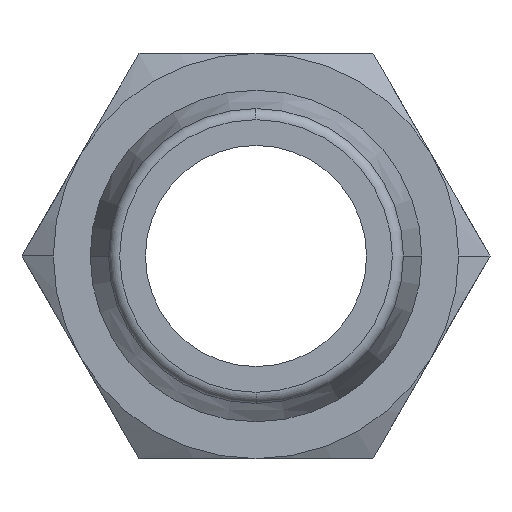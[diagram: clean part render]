
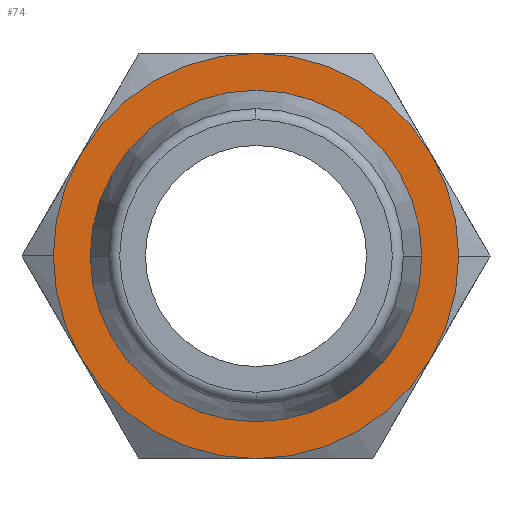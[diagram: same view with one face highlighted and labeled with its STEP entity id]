
A CAD part, front view. The second image highlights one B-rep face of the part: STEP entity #74.
In plain terms, the highlighted planar face has unit normal (0, -1, 0).
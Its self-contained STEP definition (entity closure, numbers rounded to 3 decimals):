
#74=ADVANCED_FACE('',(#182,#183),#184,.T.);
#182=FACE_OUTER_BOUND('',#325,.T.);
#183=FACE_BOUND('',#326,.T.);
#184=PLANE('',#327);
#325=EDGE_LOOP('',(#477,#478,#479,#480,#481,#482,#483,#484));
#326=EDGE_LOOP('',(#485,#486));
#327=AXIS2_PLACEMENT_3D('',#487,#488,#489);
#477=ORIENTED_EDGE('',*,*,#833,.T.);
#478=ORIENTED_EDGE('',*,*,#834,.T.);
#479=ORIENTED_EDGE('',*,*,#835,.T.);
#480=ORIENTED_EDGE('',*,*,#830,.T.);
#481=ORIENTED_EDGE('',*,*,#836,.T.);
#482=ORIENTED_EDGE('',*,*,#837,.T.);
#483=ORIENTED_EDGE('',*,*,#838,.T.);
#484=ORIENTED_EDGE('',*,*,#839,.T.);
#485=ORIENTED_EDGE('',*,*,#828,.F.);
#486=ORIENTED_EDGE('',*,*,#840,.F.);
#487=CARTESIAN_POINT('',(-2.75,14.0,0.0));
#488=DIRECTION('',(0.,-1.0,0.0));
#489=DIRECTION('',(-1.0,0.,0.0));
#828=EDGE_CURVE('',#974,#970,#976,.T.);
#830=EDGE_CURVE('',#978,#958,#979,.T.);
#833=EDGE_CURVE('',#982,#983,#984,.T.);
#834=EDGE_CURVE('',#983,#985,#986,.T.);
#835=EDGE_CURVE('',#985,#978,#987,.T.);
#836=EDGE_CURVE('',#958,#988,#989,.T.);
#837=EDGE_CURVE('',#988,#990,#991,.T.);
#838=EDGE_CURVE('',#990,#992,#993,.T.);
#839=EDGE_CURVE('',#992,#982,#994,.T.);
#840=EDGE_CURVE('',#970,#974,#995,.T.);
#958=VERTEX_POINT('',#1152);
#970=VERTEX_POINT('',#1189);
#974=VERTEX_POINT('',#1194);
#976=CIRCLE('',#1197,4.5);
#978=VERTEX_POINT('',#1199);
#979=CIRCLE('',#1200,5.5);
#982=VERTEX_POINT('',#1214);
#983=VERTEX_POINT('',#1215);
#984=CIRCLE('',#1216,5.5);
#985=VERTEX_POINT('',#1217);
#986=CIRCLE('',#1218,5.5);
#987=CIRCLE('',#1219,5.5);
#988=VERTEX_POINT('',#1220);
#989=CIRCLE('',#1221,5.5);
#990=VERTEX_POINT('',#1222);
#991=CIRCLE('',#1223,5.5);
#992=VERTEX_POINT('',#1224);
#993=CIRCLE('',#1225,5.5);
#994=CIRCLE('',#1226,5.5);
#995=CIRCLE('',#1227,4.5);
#1152=CARTESIAN_POINT('',(4.763,14.0,-2.75));
#1189=CARTESIAN_POINT('',(4.5,14.0,0.));
#1194=CARTESIAN_POINT('',(-4.5,14.0,0.));
#1197=AXIS2_PLACEMENT_3D('',#1523,#1524,#1525);
#1199=CARTESIAN_POINT('',(0.,14.0,-5.5));
#1200=AXIS2_PLACEMENT_3D('',#1526,#1527,#1528);
#1214=CARTESIAN_POINT('',(-4.763,14.0,2.75));
#1215=CARTESIAN_POINT('',(-5.5,14.0,0.));
#1216=AXIS2_PLACEMENT_3D('',#1529,#1530,#1531);
#1217=CARTESIAN_POINT('',(-4.763,14.0,-2.75));
#1218=AXIS2_PLACEMENT_3D('',#1532,#1533,#1534);
#1219=AXIS2_PLACEMENT_3D('',#1535,#1536,#1537);
#1220=CARTESIAN_POINT('',(5.5,14.0,0.));
#1221=AXIS2_PLACEMENT_3D('',#1538,#1539,#1540);
#1222=CARTESIAN_POINT('',(4.763,14.0,2.75));
#1223=AXIS2_PLACEMENT_3D('',#1541,#1542,#1543);
#1224=CARTESIAN_POINT('',(0.,14.0,5.5));
#1225=AXIS2_PLACEMENT_3D('',#1544,#1545,#1546);
#1226=AXIS2_PLACEMENT_3D('',#1547,#1548,#1549);
#1227=AXIS2_PLACEMENT_3D('',#1550,#1551,#1552);
#1523=CARTESIAN_POINT('',(0.0,14.0,0.0));
#1524=DIRECTION('',(0.,-1.0,0.0));
#1525=DIRECTION('',(1.0,0.,0.0));
#1526=CARTESIAN_POINT('',(0.,14.0,0.0));
#1527=DIRECTION('',(0.,-1.0,0.0));
#1528=DIRECTION('',(-1.0,0.,0.0));
#1529=CARTESIAN_POINT('',(0.,14.0,0.0));
#1530=DIRECTION('',(0.,-1.0,0.0));
#1531=DIRECTION('',(-1.0,0.,0.0));
#1532=CARTESIAN_POINT('',(0.,14.0,0.0));
#1533=DIRECTION('',(0.,-1.0,0.0));
#1534=DIRECTION('',(-1.0,0.,0.0));
#1535=CARTESIAN_POINT('',(0.,14.0,0.0));
#1536=DIRECTION('',(0.,-1.0,0.0));
#1537=DIRECTION('',(-1.0,0.,0.0));
#1538=CARTESIAN_POINT('',(0.,14.0,0.0));
#1539=DIRECTION('',(0.,-1.0,0.0));
#1540=DIRECTION('',(-1.0,0.,0.0));
#1541=CARTESIAN_POINT('',(0.,14.0,0.0));
#1542=DIRECTION('',(0.,-1.0,0.0));
#1543=DIRECTION('',(-1.0,0.,0.0));
#1544=CARTESIAN_POINT('',(0.,14.0,0.0));
#1545=DIRECTION('',(0.,-1.0,0.0));
#1546=DIRECTION('',(-1.0,0.,0.0));
#1547=CARTESIAN_POINT('',(0.,14.0,0.0));
#1548=DIRECTION('',(0.,-1.0,0.0));
#1549=DIRECTION('',(-1.0,0.,0.0));
#1550=CARTESIAN_POINT('',(0.0,14.0,0.0));
#1551=DIRECTION('',(0.,-1.0,0.0));
#1552=DIRECTION('',(1.0,0.,0.0));
